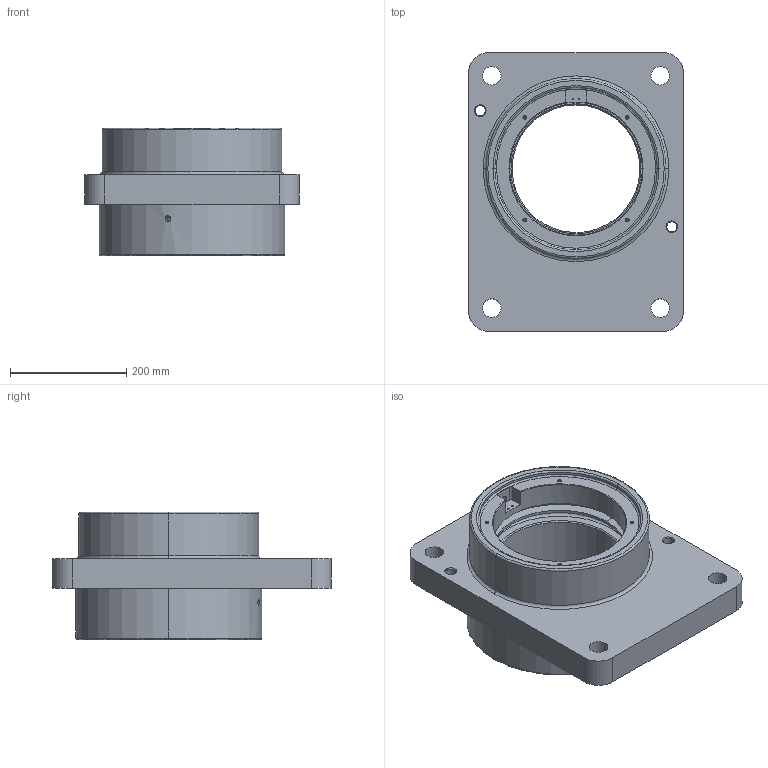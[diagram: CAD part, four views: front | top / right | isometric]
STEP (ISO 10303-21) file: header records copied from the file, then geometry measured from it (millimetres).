
FILE_DESCRIPTION (( 'STEP AP214' ), '1' );
FILE_NAME ('455CC4S02_曲軸合銅座.STEP', '2023-11-02T08:53:16', ( '' ), ( '' ), 'SwSTEP 2.0', 'SolidWorks 2020', '' );
FILE_SCHEMA (( 'AUTOMOTIVE_DESIGN' ));
Length unit declared in the file: millimetre
Products named in the file (1): 455CC4S02_曲軸合銅座
Bounding box: 370 x 480 x 220 mm (x, y, z)
Volume: 12708907.7 mm3; surface area: 751592.6 mm2
Topology: 1 solids, 1 shells, 198 faces, 467 edges, 269 vertices
Faces by surface type: cylinder 82, torus 44, cone 43, plane 21, sphere 8
Entity records: 6264 total; most frequent: CARTESIAN_POINT 1433, DIRECTION 1054, ORIENTED_EDGE 906, EDGE_CURVE 453, AXIS2_PLACEMENT_3D 450, VERTEX_POINT 269, CIRCLE 251, EDGE_LOOP 230
